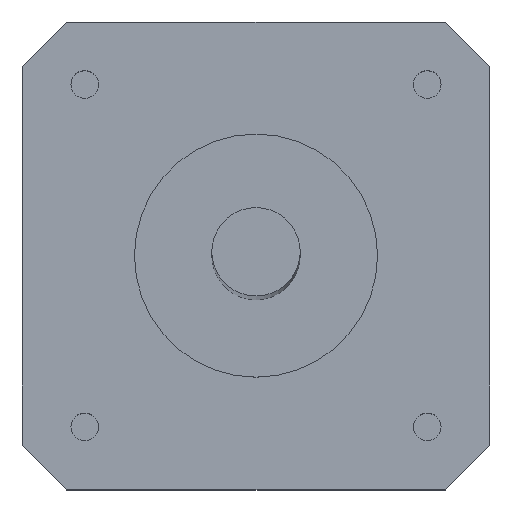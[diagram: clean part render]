
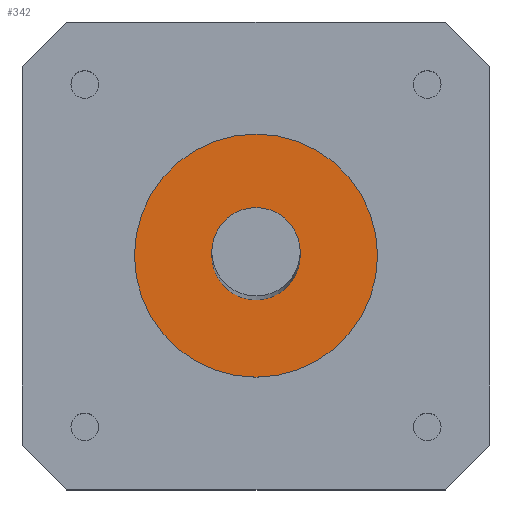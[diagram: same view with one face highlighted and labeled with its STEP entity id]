
A CAD part, top view. The second image highlights one B-rep face of the part: STEP entity #342.
In plain terms, the highlighted planar face has unit normal (0, 0, 1).
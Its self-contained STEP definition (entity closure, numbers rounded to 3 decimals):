
#8 = CIRCLE ( 'NONE', #313, 11. ) ;
#26 = ORIENTED_EDGE ( 'NONE', *, *, #640, .F. ) ;
#32 = CARTESIAN_POINT ( 'NONE',  ( 0., 0., 36. ) ) ;
#77 = CARTESIAN_POINT ( 'NONE',  ( 11., 0., 36. ) ) ;
#99 = DIRECTION ( 'NONE',  ( 1., 0., 0. ) ) ;
#127 = CARTESIAN_POINT ( 'NONE',  ( 0., 0., 36. ) ) ;
#165 = CARTESIAN_POINT ( 'NONE',  ( 0., 0., 36. ) ) ;
#174 = ORIENTED_EDGE ( 'NONE', *, *, #275, .F. ) ;
#194 = CARTESIAN_POINT ( 'NONE',  ( -11., 0., 36. ) ) ;
#204 = EDGE_LOOP ( 'NONE', ( #26, #174 ) ) ;
#248 = AXIS2_PLACEMENT_3D ( 'NONE', #824, #309, #496 ) ;
#275 = EDGE_CURVE ( 'NONE', #766, #829, #443, .T. ) ;
#297 = DIRECTION ( 'NONE',  ( 1., 0., 0. ) ) ;
#300 = ORIENTED_EDGE ( 'NONE', *, *, #660, .T. ) ;
#308 = EDGE_LOOP ( 'NONE', ( #785, #300 ) ) ;
#309 = DIRECTION ( 'NONE',  ( 0., 0., 1. ) ) ;
#310 = DIRECTION ( 'NONE',  ( 1., 0., 0. ) ) ;
#313 = AXIS2_PLACEMENT_3D ( 'NONE', #165, #672, #99 ) ;
#342 = ADVANCED_FACE ( 'NONE', ( #625, #450 ), #591, .T. ) ;
#344 = VERTEX_POINT ( 'NONE', #194 ) ;
#355 = VERTEX_POINT ( 'NONE', #77 ) ;
#358 = DIRECTION ( 'NONE',  ( 0., 0., 1. ) ) ;
#388 = DIRECTION ( 'NONE',  ( 1., 0., 0. ) ) ;
#399 = CARTESIAN_POINT ( 'NONE',  ( -4., 0., 36. ) ) ;
#443 = CIRCLE ( 'NONE', #712, 4. ) ;
#450 = FACE_OUTER_BOUND ( 'NONE', #308, .T. ) ;
#496 = DIRECTION ( 'NONE',  ( 1., 0., 0. ) ) ;
#505 = DIRECTION ( 'NONE',  ( 0., 0., 1. ) ) ;
#519 = DIRECTION ( 'NONE',  ( 0., 0., 1. ) ) ;
#543 = AXIS2_PLACEMENT_3D ( 'NONE', #32, #358, #297 ) ;
#547 = EDGE_CURVE ( 'NONE', #344, #355, #8, .T. ) ;
#573 = CARTESIAN_POINT ( 'NONE',  ( 0., 0., 36. ) ) ;
#591 = PLANE ( 'NONE',  #599 ) ;
#599 = AXIS2_PLACEMENT_3D ( 'NONE', #127, #519, #388 ) ;
#625 = FACE_BOUND ( 'NONE', #204, .T. ) ;
#640 = EDGE_CURVE ( 'NONE', #829, #766, #683, .T. ) ;
#660 = EDGE_CURVE ( 'NONE', #355, #344, #698, .T. ) ;
#672 = DIRECTION ( 'NONE',  ( 0., 0., 1. ) ) ;
#683 = CIRCLE ( 'NONE', #543, 4. ) ;
#698 = CIRCLE ( 'NONE', #248, 11. ) ;
#712 = AXIS2_PLACEMENT_3D ( 'NONE', #573, #505, #310 ) ;
#766 = VERTEX_POINT ( 'NONE', #842 ) ;
#785 = ORIENTED_EDGE ( 'NONE', *, *, #547, .T. ) ;
#824 = CARTESIAN_POINT ( 'NONE',  ( 0., 0., 36. ) ) ;
#829 = VERTEX_POINT ( 'NONE', #399 ) ;
#842 = CARTESIAN_POINT ( 'NONE',  ( 4., 0., 36. ) ) ;
